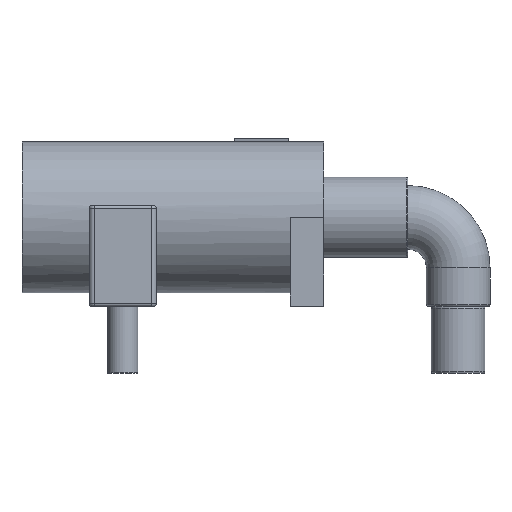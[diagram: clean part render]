
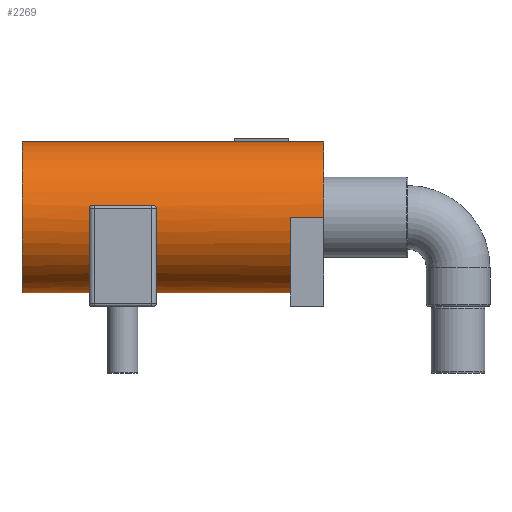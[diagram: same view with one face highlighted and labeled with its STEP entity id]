
A CAD part, left-side view. The second image highlights one B-rep face of the part: STEP entity #2269.
In plain terms, the highlighted cylindrical face has radius 2.25 mm (diameter 4.5 mm), a partial arc.
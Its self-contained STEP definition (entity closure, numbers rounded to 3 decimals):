
#509 = VERTEX_POINT('',#510);
#510 = CARTESIAN_POINT('',(5.733,2.,0.275));
#516 = EDGE_CURVE('',#517,#509,#519,.T.);
#517 = VERTEX_POINT('',#518);
#518 = CARTESIAN_POINT('',(4.076,2.,-2.175));
#519 = CIRCLE('',#520,2.25);
#520 = AXIS2_PLACEMENT_3D('',#521,#522,#523);
#521 = CARTESIAN_POINT('',(3.5,2.,0.));
#522 = DIRECTION('',(0.,-1.,0.));
#523 = DIRECTION('',(0.707,0.,0.707));
#559 = VERTEX_POINT('',#560);
#560 = CARTESIAN_POINT('',(5.723,2.075,0.35));
#566 = EDGE_CURVE('',#509,#559,#567,.T.);
#567 = B_SPLINE_CURVE_WITH_KNOTS('',3,(#568,#569,#570,#571,#572,#573,
    #574,#575,#576,#577),.UNSPECIFIED.,.F.,.F.,(4,2,2,2,4),(
    0.011,0.014,0.017,
    0.02,0.023),.UNSPECIFIED.);
#568 = CARTESIAN_POINT('',(5.733,2.,0.275));
#569 = CARTESIAN_POINT('',(5.732,2.,0.284));
#570 = CARTESIAN_POINT('',(5.731,2.002,0.294)
  );
#571 = CARTESIAN_POINT('',(5.728,2.01,0.313)
  );
#572 = CARTESIAN_POINT('',(5.727,2.015,0.321)
  );
#573 = CARTESIAN_POINT('',(5.725,2.029,0.335)
  );
#574 = CARTESIAN_POINT('',(5.724,2.037,0.34)
  );
#575 = CARTESIAN_POINT('',(5.723,2.056,0.348)
  );
#576 = CARTESIAN_POINT('',(5.723,2.066,0.35));
#577 = CARTESIAN_POINT('',(5.723,2.075,0.35));
#1287 = EDGE_CURVE('',#1288,#1290,#1292,.T.);
#1288 = VERTEX_POINT('',#1289);
#1289 = CARTESIAN_POINT('',(4.076,4.,-2.175));
#1290 = VERTEX_POINT('',#1291);
#1291 = CARTESIAN_POINT('',(3.5,3.925,-2.25));
#1292 = B_SPLINE_CURVE_WITH_KNOTS('',3,(#1293,#1294,#1295,#1296),
  .UNSPECIFIED.,.F.,.F.,(4,4),(0.107,0.162),
  .PIECEWISE_BEZIER_KNOTS.);
#1293 = CARTESIAN_POINT('',(4.076,4.,-2.175));
#1294 = CARTESIAN_POINT('',(3.898,4.,-2.222));
#1295 = CARTESIAN_POINT('',(3.682,3.958,-2.25));
#1296 = CARTESIAN_POINT('',(3.5,3.925,-2.25));
#1392 = EDGE_CURVE('',#1393,#517,#1395,.T.);
#1393 = VERTEX_POINT('',#1394);
#1394 = CARTESIAN_POINT('',(3.5,2.075,-2.25));
#1395 = B_SPLINE_CURVE_WITH_KNOTS('',3,(#1396,#1397,#1398,#1399),
  .UNSPECIFIED.,.F.,.F.,(4,4),(0.,0.055),
  .PIECEWISE_BEZIER_KNOTS.);
#1396 = CARTESIAN_POINT('',(3.5,2.075,-2.25));
#1397 = CARTESIAN_POINT('',(3.682,2.042,-2.25));
#1398 = CARTESIAN_POINT('',(3.898,2.,-2.222));
#1399 = CARTESIAN_POINT('',(4.076,2.,-2.175));
#1456 = EDGE_CURVE('',#1290,#1457,#1459,.T.);
#1457 = VERTEX_POINT('',#1458);
#1458 = CARTESIAN_POINT('',(3.5,5.25,-2.25));
#1459 = LINE('',#1460,#1461);
#1460 = CARTESIAN_POINT('',(3.5,0.,-2.25));
#1461 = VECTOR('',#1462,1.);
#1462 = DIRECTION('',(0.,1.,0.));
#1467 = EDGE_CURVE('',#1468,#1393,#1470,.T.);
#1468 = VERTEX_POINT('',#1469);
#1469 = CARTESIAN_POINT('',(3.5,0.,-2.25));
#1470 = LINE('',#1471,#1472);
#1471 = CARTESIAN_POINT('',(3.5,0.,-2.25));
#1472 = VECTOR('',#1473,1.);
#1473 = DIRECTION('',(0.,1.,0.));
#1569 = VERTEX_POINT('',#1570);
#1570 = CARTESIAN_POINT('',(5.733,4.,0.275));
#1576 = EDGE_CURVE('',#1577,#1569,#1579,.T.);
#1577 = VERTEX_POINT('',#1578);
#1578 = CARTESIAN_POINT('',(5.723,3.925,0.35));
#1579 = B_SPLINE_CURVE_WITH_KNOTS('',3,(#1580,#1581,#1582,#1583,#1584,
    #1585,#1586,#1587,#1588,#1589),.UNSPECIFIED.,.F.,.F.,(4,2,2,2,4),(0.
    ,0.003,0.006,0.009,
    0.011),.UNSPECIFIED.);
#1580 = CARTESIAN_POINT('',(5.723,3.925,0.35));
#1581 = CARTESIAN_POINT('',(5.723,3.934,0.35));
#1582 = CARTESIAN_POINT('',(5.723,3.944,0.348
    ));
#1583 = CARTESIAN_POINT('',(5.724,3.963,0.34)
  );
#1584 = CARTESIAN_POINT('',(5.725,3.971,0.335
    ));
#1585 = CARTESIAN_POINT('',(5.727,3.985,0.321
    ));
#1586 = CARTESIAN_POINT('',(5.728,3.99,0.313
    ));
#1587 = CARTESIAN_POINT('',(5.731,3.998,0.294
    ));
#1588 = CARTESIAN_POINT('',(5.732,4.,0.284));
#1589 = CARTESIAN_POINT('',(5.733,4.,0.275));
#1610 = EDGE_CURVE('',#1569,#1288,#1611,.T.);
#1611 = CIRCLE('',#1612,2.25);
#1612 = AXIS2_PLACEMENT_3D('',#1613,#1614,#1615);
#1613 = CARTESIAN_POINT('',(3.5,4.,0.));
#1614 = DIRECTION('',(0.,1.,0.));
#1615 = DIRECTION('',(0.707,-0.,0.707));
#1977 = EDGE_CURVE('',#559,#1577,#1978,.T.);
#1978 = LINE('',#1979,#1980);
#1979 = CARTESIAN_POINT('',(5.723,0.,0.35));
#1980 = VECTOR('',#1981,1.);
#1981 = DIRECTION('',(0.,1.,0.));
#2083 = VERTEX_POINT('',#2084);
#2084 = CARTESIAN_POINT('',(3.5,7.75,-2.25));
#2116 = EDGE_CURVE('',#1457,#2083,#2117,.T.);
#2117 = LINE('',#2118,#2119);
#2118 = CARTESIAN_POINT('',(3.5,0.,-2.25));
#2119 = VECTOR('',#2120,1.);
#2120 = DIRECTION('',(0.,1.,0.));
#2240 = EDGE_CURVE('',#2241,#2243,#2245,.T.);
#2241 = VERTEX_POINT('',#2242);
#2242 = CARTESIAN_POINT('',(3.5,8.,-2.25));
#2243 = VERTEX_POINT('',#2244);
#2244 = CARTESIAN_POINT('',(5.75,8.,0.));
#2245 = CIRCLE('',#2246,2.25);
#2246 = AXIS2_PLACEMENT_3D('',#2247,#2248,#2249);
#2247 = CARTESIAN_POINT('',(3.5,8.,0.));
#2248 = DIRECTION('',(0.,-1.,0.));
#2249 = DIRECTION('',(0.707,0.,0.707));
#2269 = ADVANCED_FACE('',(#2270),#2337,.T.);
#2270 = FACE_BOUND('',#2271,.T.);
#2271 = EDGE_LOOP('',(#2272,#2273,#2274,#2275,#2276,#2282,#2283,#2291,
    #2300,#2308,#2316,#2324,#2331,#2332,#2333,#2334,#2335,#2336));
#2272 = ORIENTED_EDGE('',*,*,#1610,.T.);
#2273 = ORIENTED_EDGE('',*,*,#1287,.T.);
#2274 = ORIENTED_EDGE('',*,*,#1456,.T.);
#2275 = ORIENTED_EDGE('',*,*,#2116,.T.);
#2276 = ORIENTED_EDGE('',*,*,#2277,.T.);
#2277 = EDGE_CURVE('',#2083,#2241,#2278,.T.);
#2278 = LINE('',#2279,#2280);
#2279 = CARTESIAN_POINT('',(3.5,0.,-2.25));
#2280 = VECTOR('',#2281,1.);
#2281 = DIRECTION('',(0.,1.,0.));
#2282 = ORIENTED_EDGE('',*,*,#2240,.T.);
#2283 = ORIENTED_EDGE('',*,*,#2284,.T.);
#2284 = EDGE_CURVE('',#2243,#2285,#2287,.T.);
#2285 = VERTEX_POINT('',#2286);
#2286 = CARTESIAN_POINT('',(5.75,9.,0.));
#2287 = LINE('',#2288,#2289);
#2288 = CARTESIAN_POINT('',(5.75,0.,0.));
#2289 = VECTOR('',#2290,1.);
#2290 = DIRECTION('',(0.,1.,0.));
#2291 = ORIENTED_EDGE('',*,*,#2292,.T.);
#2292 = EDGE_CURVE('',#2285,#2293,#2295,.T.);
#2293 = VERTEX_POINT('',#2294);
#2294 = CARTESIAN_POINT('',(3.5,9.,2.25));
#2295 = CIRCLE('',#2296,2.25);
#2296 = AXIS2_PLACEMENT_3D('',#2297,#2298,#2299);
#2297 = CARTESIAN_POINT('',(3.5,9.,0.));
#2298 = DIRECTION('',(0.,-1.,0.));
#2299 = DIRECTION('',(0.707,0.,-0.707));
#2300 = ORIENTED_EDGE('',*,*,#2301,.T.);
#2301 = EDGE_CURVE('',#2293,#2302,#2304,.T.);
#2302 = VERTEX_POINT('',#2303);
#2303 = CARTESIAN_POINT('',(3.5,8.,2.25));
#2304 = LINE('',#2305,#2306);
#2305 = CARTESIAN_POINT('',(3.5,0.,2.25));
#2306 = VECTOR('',#2307,1.);
#2307 = DIRECTION('',(0.,-1.,0.));
#2308 = ORIENTED_EDGE('',*,*,#2309,.T.);
#2309 = EDGE_CURVE('',#2302,#2310,#2312,.T.);
#2310 = VERTEX_POINT('',#2311);
#2311 = CARTESIAN_POINT('',(3.5,6.,2.25));
#2312 = LINE('',#2313,#2314);
#2313 = CARTESIAN_POINT('',(3.5,0.,2.25));
#2314 = VECTOR('',#2315,1.);
#2315 = DIRECTION('',(0.,-1.,0.));
#2316 = ORIENTED_EDGE('',*,*,#2317,.T.);
#2317 = EDGE_CURVE('',#2310,#2318,#2320,.T.);
#2318 = VERTEX_POINT('',#2319);
#2319 = CARTESIAN_POINT('',(3.5,0.,2.25));
#2320 = LINE('',#2321,#2322);
#2321 = CARTESIAN_POINT('',(3.5,0.,2.25));
#2322 = VECTOR('',#2323,1.);
#2323 = DIRECTION('',(0.,-1.,0.));
#2324 = ORIENTED_EDGE('',*,*,#2325,.T.);
#2325 = EDGE_CURVE('',#2318,#1468,#2326,.T.);
#2326 = CIRCLE('',#2327,2.25);
#2327 = AXIS2_PLACEMENT_3D('',#2328,#2329,#2330);
#2328 = CARTESIAN_POINT('',(3.5,0.,0.));
#2329 = DIRECTION('',(0.,1.,0.));
#2330 = DIRECTION('',(0.707,-0.,0.707));
#2331 = ORIENTED_EDGE('',*,*,#1467,.T.);
#2332 = ORIENTED_EDGE('',*,*,#1392,.T.);
#2333 = ORIENTED_EDGE('',*,*,#516,.T.);
#2334 = ORIENTED_EDGE('',*,*,#566,.T.);
#2335 = ORIENTED_EDGE('',*,*,#1977,.T.);
#2336 = ORIENTED_EDGE('',*,*,#1576,.T.);
#2337 = CYLINDRICAL_SURFACE('',#2338,2.25);
#2338 = AXIS2_PLACEMENT_3D('',#2339,#2340,#2341);
#2339 = CARTESIAN_POINT('',(3.5,0.,0.));
#2340 = DIRECTION('',(0.,1.,0.));
#2341 = DIRECTION('',(0.707,-0.,0.707));
